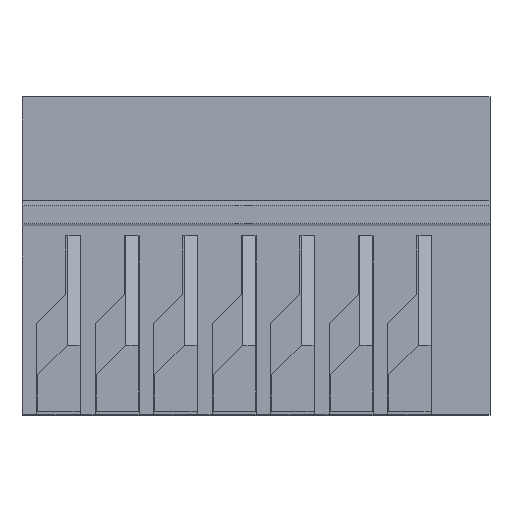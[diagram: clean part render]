
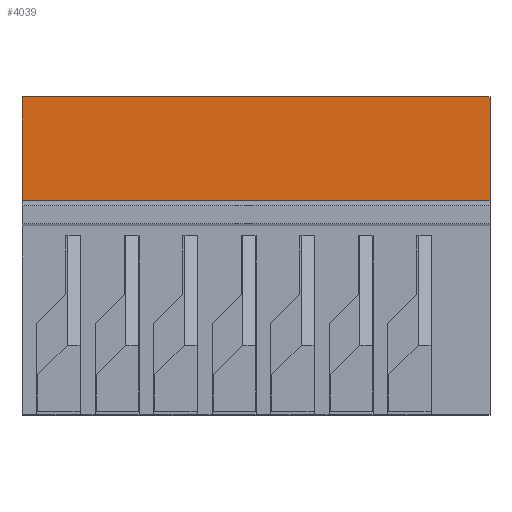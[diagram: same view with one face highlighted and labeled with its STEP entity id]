
A CAD part, top view. The second image highlights one B-rep face of the part: STEP entity #4039.
In plain terms, the highlighted planar face has unit normal (0, 0, 1).
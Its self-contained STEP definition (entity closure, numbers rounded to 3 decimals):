
#63 = PLANE('',#64);
#64 = AXIS2_PLACEMENT_3D('',#65,#66,#67);
#65 = CARTESIAN_POINT('',(0.,-1.382,
    5.472));
#66 = DIRECTION('',(1.,0.,0.));
#67 = DIRECTION('',(0.,0.,1.));
#119 = PLANE('',#120);
#120 = AXIS2_PLACEMENT_3D('',#121,#122,#123);
#121 = CARTESIAN_POINT('',(20.32,-1.382,5.472));
#122 = DIRECTION('',(1.,0.,0.));
#123 = DIRECTION('',(0.,0.,1.));
#1150 = VERTEX_POINT('',#1151);
#1151 = CARTESIAN_POINT('',(0.,5.4,11.));
#1165 = PLANE('',#1166);
#1166 = AXIS2_PLACEMENT_3D('',#1167,#1168,#1169);
#1167 = CARTESIAN_POINT('',(0.,5.4,0.)
  );
#1168 = DIRECTION('',(0.,-1.,0.));
#1169 = DIRECTION('',(0.,0.,1.));
#1177 = EDGE_CURVE('',#1150,#1178,#1180,.T.);
#1178 = VERTEX_POINT('',#1179);
#1179 = CARTESIAN_POINT('',(0.,0.9,11.));
#1180 = SURFACE_CURVE('',#1181,(#1185,#1192),.PCURVE_S1.);
#1181 = LINE('',#1182,#1183);
#1182 = CARTESIAN_POINT('',(0.,5.4,11.));
#1183 = VECTOR('',#1184,1.);
#1184 = DIRECTION('',(0.,-1.,0.));
#1185 = PCURVE('',#63,#1186);
#1186 = DEFINITIONAL_REPRESENTATION('',(#1187),#1191);
#1187 = LINE('',#1188,#1189);
#1188 = CARTESIAN_POINT('',(5.528,-6.782));
#1189 = VECTOR('',#1190,1.);
#1190 = DIRECTION('',(0.,1.));
#1191 = ( GEOMETRIC_REPRESENTATION_CONTEXT(2) 
PARAMETRIC_REPRESENTATION_CONTEXT() REPRESENTATION_CONTEXT('2D SPACE',''
  ) );
#1192 = PCURVE('',#1193,#1198);
#1193 = PLANE('',#1194);
#1194 = AXIS2_PLACEMENT_3D('',#1195,#1196,#1197);
#1195 = CARTESIAN_POINT('',(0.,5.4,11.));
#1196 = DIRECTION('',(0.,0.,-1.));
#1197 = DIRECTION('',(0.,-1.,0.));
#1198 = DEFINITIONAL_REPRESENTATION('',(#1199),#1203);
#1199 = LINE('',#1200,#1201);
#1200 = CARTESIAN_POINT('',(0.,0.));
#1201 = VECTOR('',#1202,1.);
#1202 = DIRECTION('',(1.,0.));
#1203 = ( GEOMETRIC_REPRESENTATION_CONTEXT(2) 
PARAMETRIC_REPRESENTATION_CONTEXT() REPRESENTATION_CONTEXT('2D SPACE',''
  ) );
#1221 = PLANE('',#1222);
#1222 = AXIS2_PLACEMENT_3D('',#1223,#1224,#1225);
#1223 = CARTESIAN_POINT('',(0.,0.9,11.));
#1224 = DIRECTION('',(0.,-0.894,-0.447));
#1225 = DIRECTION('',(0.,-0.447,0.894));
#3487 = VERTEX_POINT('',#3488);
#3488 = CARTESIAN_POINT('',(20.32,5.4,11.));
#3509 = EDGE_CURVE('',#3487,#3510,#3512,.T.);
#3510 = VERTEX_POINT('',#3511);
#3511 = CARTESIAN_POINT('',(20.32,0.9,11.));
#3512 = SURFACE_CURVE('',#3513,(#3517,#3524),.PCURVE_S1.);
#3513 = LINE('',#3514,#3515);
#3514 = CARTESIAN_POINT('',(20.32,5.4,11.));
#3515 = VECTOR('',#3516,1.);
#3516 = DIRECTION('',(0.,-1.,0.));
#3517 = PCURVE('',#119,#3518);
#3518 = DEFINITIONAL_REPRESENTATION('',(#3519),#3523);
#3519 = LINE('',#3520,#3521);
#3520 = CARTESIAN_POINT('',(5.528,-6.782));
#3521 = VECTOR('',#3522,1.);
#3522 = DIRECTION('',(0.,1.));
#3523 = ( GEOMETRIC_REPRESENTATION_CONTEXT(2) 
PARAMETRIC_REPRESENTATION_CONTEXT() REPRESENTATION_CONTEXT('2D SPACE',''
  ) );
#3524 = PCURVE('',#1193,#3525);
#3525 = DEFINITIONAL_REPRESENTATION('',(#3526),#3530);
#3526 = LINE('',#3527,#3528);
#3527 = CARTESIAN_POINT('',(0.,-20.32));
#3528 = VECTOR('',#3529,1.);
#3529 = DIRECTION('',(1.,0.));
#3530 = ( GEOMETRIC_REPRESENTATION_CONTEXT(2) 
PARAMETRIC_REPRESENTATION_CONTEXT() REPRESENTATION_CONTEXT('2D SPACE',''
  ) );
#4018 = EDGE_CURVE('',#1150,#3487,#4019,.T.);
#4019 = SURFACE_CURVE('',#4020,(#4024,#4031),.PCURVE_S1.);
#4020 = LINE('',#4021,#4022);
#4021 = CARTESIAN_POINT('',(0.,5.4,11.));
#4022 = VECTOR('',#4023,1.);
#4023 = DIRECTION('',(1.,0.,0.));
#4024 = PCURVE('',#1165,#4025);
#4025 = DEFINITIONAL_REPRESENTATION('',(#4026),#4030);
#4026 = LINE('',#4027,#4028);
#4027 = CARTESIAN_POINT('',(11.,0.));
#4028 = VECTOR('',#4029,1.);
#4029 = DIRECTION('',(0.,-1.));
#4030 = ( GEOMETRIC_REPRESENTATION_CONTEXT(2) 
PARAMETRIC_REPRESENTATION_CONTEXT() REPRESENTATION_CONTEXT('2D SPACE',''
  ) );
#4031 = PCURVE('',#1193,#4032);
#4032 = DEFINITIONAL_REPRESENTATION('',(#4033),#4037);
#4033 = LINE('',#4034,#4035);
#4034 = CARTESIAN_POINT('',(0.,0.));
#4035 = VECTOR('',#4036,1.);
#4036 = DIRECTION('',(0.,-1.));
#4037 = ( GEOMETRIC_REPRESENTATION_CONTEXT(2) 
PARAMETRIC_REPRESENTATION_CONTEXT() REPRESENTATION_CONTEXT('2D SPACE',''
  ) );
#4039 = ADVANCED_FACE('',(#4040),#1193,.F.);
#4040 = FACE_BOUND('',#4041,.F.);
#4041 = EDGE_LOOP('',(#4042,#4043,#4044,#4065));
#4042 = ORIENTED_EDGE('',*,*,#4018,.T.);
#4043 = ORIENTED_EDGE('',*,*,#3509,.T.);
#4044 = ORIENTED_EDGE('',*,*,#4045,.F.);
#4045 = EDGE_CURVE('',#1178,#3510,#4046,.T.);
#4046 = SURFACE_CURVE('',#4047,(#4051,#4058),.PCURVE_S1.);
#4047 = LINE('',#4048,#4049);
#4048 = CARTESIAN_POINT('',(0.,0.9,11.));
#4049 = VECTOR('',#4050,1.);
#4050 = DIRECTION('',(1.,0.,0.));
#4051 = PCURVE('',#1193,#4052);
#4052 = DEFINITIONAL_REPRESENTATION('',(#4053),#4057);
#4053 = LINE('',#4054,#4055);
#4054 = CARTESIAN_POINT('',(4.5,0.));
#4055 = VECTOR('',#4056,1.);
#4056 = DIRECTION('',(0.,-1.));
#4057 = ( GEOMETRIC_REPRESENTATION_CONTEXT(2) 
PARAMETRIC_REPRESENTATION_CONTEXT() REPRESENTATION_CONTEXT('2D SPACE',''
  ) );
#4058 = PCURVE('',#1221,#4059);
#4059 = DEFINITIONAL_REPRESENTATION('',(#4060),#4064);
#4060 = LINE('',#4061,#4062);
#4061 = CARTESIAN_POINT('',(0.,0.));
#4062 = VECTOR('',#4063,1.);
#4063 = DIRECTION('',(0.,-1.));
#4064 = ( GEOMETRIC_REPRESENTATION_CONTEXT(2) 
PARAMETRIC_REPRESENTATION_CONTEXT() REPRESENTATION_CONTEXT('2D SPACE',''
  ) );
#4065 = ORIENTED_EDGE('',*,*,#1177,.F.);
